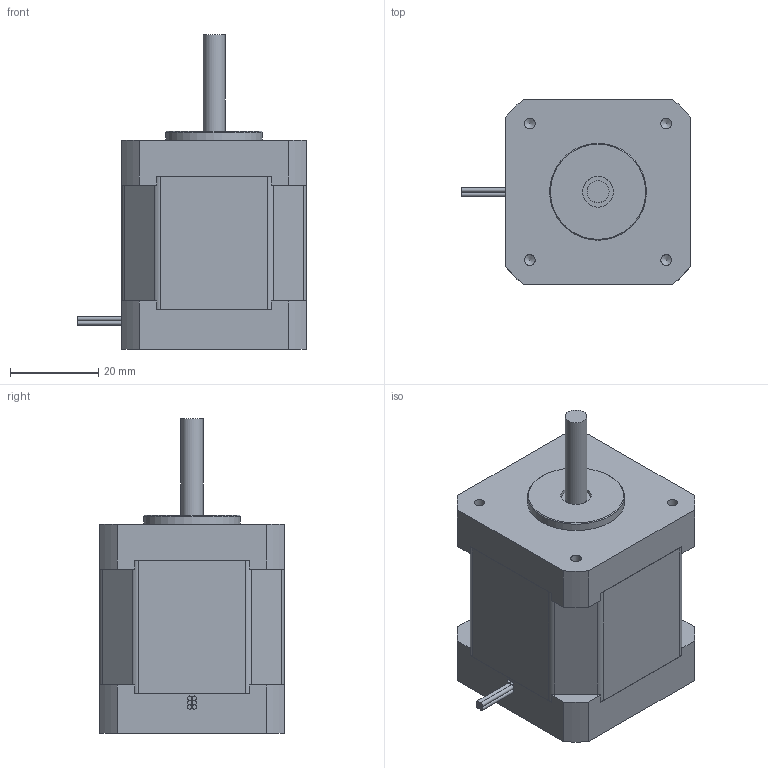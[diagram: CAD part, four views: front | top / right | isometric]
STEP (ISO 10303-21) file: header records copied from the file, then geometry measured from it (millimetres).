
FILE_DESCRIPTION(/* description */ (''),/* implementation_level */ '2;1');
FILE_NAME(/* name */ 'ST4209L1704-A.stp',/* time_stamp */ '2017-08-23T14:43:17+02:00',/* author */ ('angelika.schneid'),/* organization */ (''),/* preprocessor_version */ 'ST-DEVELOPER v16.5',/* originating_system */ 'Autodesk Inventor 2017',/* authorisation */ '');
FILE_SCHEMA (('AUTOMOTIVE_DESIGN { 1 0 10303 214 3 1 1 }'));
Length unit declared in the file: millimetre
Products named in the file (1): ST4209L1704-A
Bounding box: 52 x 42 x 71.5 mm (x, y, z)
Volume: 80699.1 mm3; surface area: 19706.2 mm2
Topology: 12 solids, 12 shells, 182 faces, 388 edges, 240 vertices
Faces by surface type: plane 93, cylinder 64, cone 17, torus 8
Full cylindrical faces by diameter (mm): 2.224 x4, 2.459 x4, 2.5 x4, 2.7 x4, 5 x3, 6 x4, 7 x1, 10 x1, 22 x1
Entity records: 4809 total; most frequent: DIRECTION 875, CARTESIAN_POINT 742, ORIENTED_EDGE 686, AXIS2_PLACEMENT_3D 360, EDGE_CURVE 332, EDGE_LOOP 247, VERTEX_POINT 227, FACE_OUTER_BOUND 182
